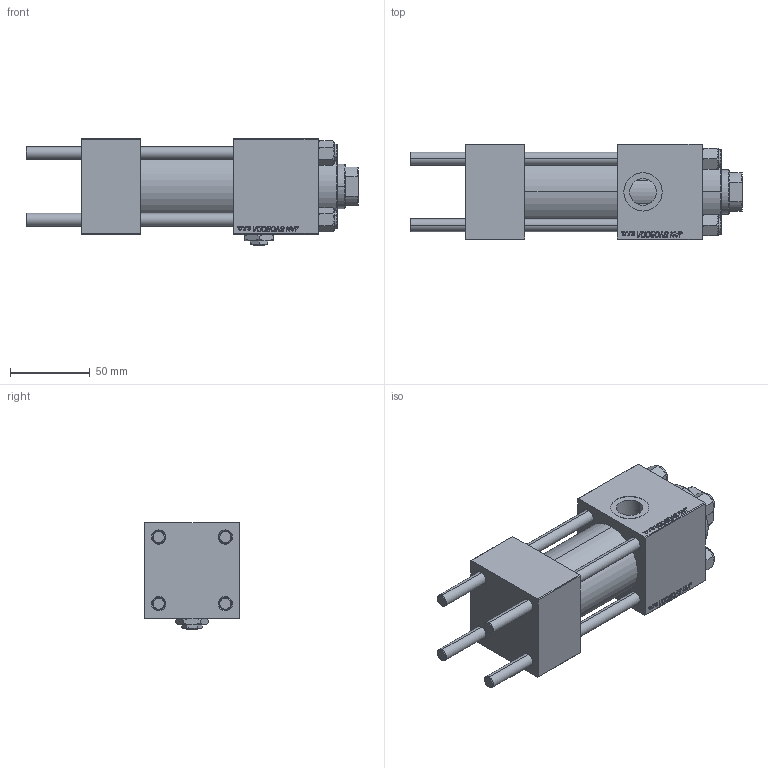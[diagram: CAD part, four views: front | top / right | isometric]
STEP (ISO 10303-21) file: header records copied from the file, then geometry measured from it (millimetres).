
FILE_DESCRIPTION (( 'STEP AP203' ), '1' );
FILE_NAME ('20e7.STEP', '2023-08-23T15:56:32', ( '' ), ( '' ), 'SwSTEP 2.0', 'SolidWorks 2019', '' );
FILE_SCHEMA (( 'CONFIG_CONTROL_DESIGN' ));
Length unit declared in the file: millimetre
Products named in the file (7): NUT_M5 10f90ce5bc247c873bb6e640595dcb2c; Zatka_pro_OIL_PORT 10f90ce5bc247c873bb6e640595dcb2c; V215CR_VCP 10f90ce5bc247c873bb6e640595dcb2c; CR025_012_A_0_G_A_G_M_020_+#_##_TYCINKA 10f90ce5bc247c873bb6e640595dcb2c; 20e7; V215CR_BODY_A 10f90ce5bc247c873bb6e640595dcb2c; V215_VC_A 10f90ce5bc247c873bb6e640595dcb2c
Assembly tree (12 placements, depth 2):
  20e7
    V215CR_BODY_A 10f90ce5bc247c873bb6e640595dcb2c
    CR025_012_A_0_G_A_G_M_020_+#_##_TYCINKA 10f90ce5bc247c873bb6e640595dcb2c  x4
    NUT_M5 10f90ce5bc247c873bb6e640595dcb2c  x4
    V215CR_VCP 10f90ce5bc247c873bb6e640595dcb2c
    V215_VC_A 10f90ce5bc247c873bb6e640595dcb2c
    Zatka_pro_OIL_PORT 10f90ce5bc247c873bb6e640595dcb2c
Bounding box: 208 x 60 x 67 mm (x, y, z)
Volume: 433658.6 mm3; surface area: 121373.7 mm2
Topology: 12 solids, 12 shells, 1182 faces, 2971 edges, 1923 vertices
Faces by surface type: plane 544, bspline 392, cone 156, cylinder 82, torus 8
Entity records: 51618 total; most frequent: CARTESIAN_POINT 27606, ORIENTED_EDGE 5434, DIRECTION 3433, EDGE_CURVE 2717, VERTEX_POINT 1779, LINE 1625, VECTOR 1625, EDGE_LOOP 1194
